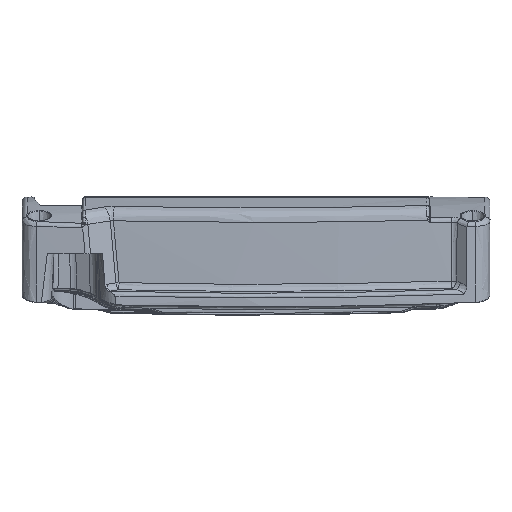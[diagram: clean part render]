
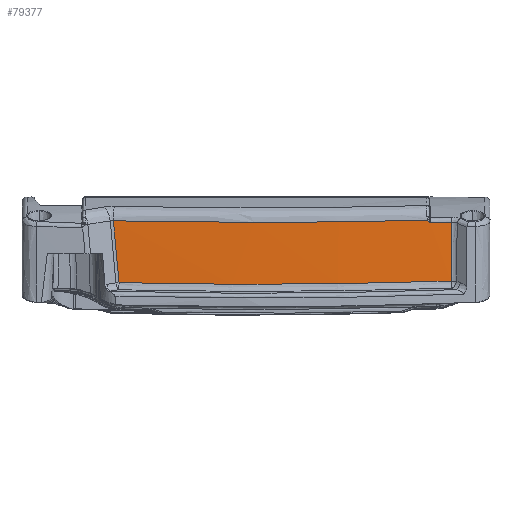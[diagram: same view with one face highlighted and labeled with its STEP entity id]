
A CAD part, top view. The second image highlights one B-rep face of the part: STEP entity #79377.
In plain terms, the highlighted conical face has half-angle 1 degrees and reference radius 1001.87 mm.
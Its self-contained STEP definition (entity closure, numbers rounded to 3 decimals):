
#5787=CARTESIAN_POINT('',(-53.637,67.847,40.231));
#5788=CARTESIAN_POINT('',(-49.206,67.754,40.47));
#5789=CARTESIAN_POINT('',(-40.595,67.594,40.875));
#5790=CARTESIAN_POINT('',(-28.73,67.429,41.286));
#5791=CARTESIAN_POINT('',(-17.05,67.321,41.554));
#5792=CARTESIAN_POINT('',(-5.635,67.268,41.684));
#5793=CARTESIAN_POINT('',(5.693,67.268,41.683));
#5794=CARTESIAN_POINT('',(17.04,67.321,41.554));
#5795=CARTESIAN_POINT('',(28.506,67.427,41.292));
#5796=CARTESIAN_POINT('',(40.184,67.588,40.889));
#5797=CARTESIAN_POINT('',(52.175,67.808,40.334));
#5798=CARTESIAN_POINT('',(60.43,67.994,39.85));
#5799=CARTESIAN_POINT('',(64.618,68.098,39.577));
#5804=CARTESIAN_POINT('',(64.618,68.098,39.577));
#5805=CARTESIAN_POINT('',(64.685,67.991,39.575));
#5806=CARTESIAN_POINT('',(64.827,67.798,39.569));
#5807=CARTESIAN_POINT('',(65.052,67.551,39.559));
#5808=CARTESIAN_POINT('',(65.259,67.352,39.549));
#5809=CARTESIAN_POINT('',(65.393,67.232,39.542));
#5810=CARTESIAN_POINT('',(65.458,67.175,39.539));
#5815=CARTESIAN_POINT('',(65.458,67.175,39.539));
#5816=CARTESIAN_POINT('',(66.757,67.212,39.453));
#5817=CARTESIAN_POINT('',(69.393,67.289,39.274));
#5818=CARTESIAN_POINT('',(72.103,67.372,39.079));
#5819=CARTESIAN_POINT('',(73.476,67.415,38.977));
#5824=CARTESIAN_POINT('',(73.348,45.203,39.375));
#5825=CARTESIAN_POINT('',(73.361,47.486,39.334));
#5826=CARTESIAN_POINT('',(73.388,52.175,39.25));
#5827=CARTESIAN_POINT('',(73.43,59.472,39.119));
#5828=CARTESIAN_POINT('',(73.461,64.716,39.025));
#5829=CARTESIAN_POINT('',(73.476,67.415,38.977));
#5834=CARTESIAN_POINT('',(-51.506,44.597,40.749));
#5835=CARTESIAN_POINT('',(-47.384,44.501,40.963));
#5836=CARTESIAN_POINT('',(-39.295,44.334,41.331));
#5837=CARTESIAN_POINT('',(-27.683,44.155,41.721));
#5838=CARTESIAN_POINT('',(-16.429,44.04,41.969));
#5839=CARTESIAN_POINT('',(-5.439,43.984,42.089));
#5840=CARTESIAN_POINT('',(5.398,43.984,42.089));
#5841=CARTESIAN_POINT('',(16.19,44.038,41.972));
#5842=CARTESIAN_POINT('',(27.046,44.148,41.736));
#5843=CARTESIAN_POINT('',(38.072,44.313,41.376));
#5844=CARTESIAN_POINT('',(49.378,44.539,40.879));
#5845=CARTESIAN_POINT('',(61.06,44.829,40.231));
#5846=CARTESIAN_POINT('',(69.2,45.07,39.682));
#5847=CARTESIAN_POINT('',(73.348,45.203,39.375));
#5852=CARTESIAN_POINT('',(-51.506,44.597,40.749));
#5853=CARTESIAN_POINT('',(-51.727,47.002,40.696));
#5854=CARTESIAN_POINT('',(-52.18,51.929,40.586));
#5855=CARTESIAN_POINT('',(-52.88,59.571,40.416));
#5856=CARTESIAN_POINT('',(-53.38,65.037,40.294));
#5857=CARTESIAN_POINT('',(-53.637,67.847,40.231));
#5909=CARTESIAN_POINT('',(-53.637,67.847,40.231));
#6004=CARTESIAN_POINT('',(73.476,67.415,38.977));
#66061=CARTESIAN_POINT('',(73.348,45.203,39.375));
#66062=VERTEX_POINT('',#66061);
#66064=VERTEX_POINT('',#5834);
#66098=VERTEX_POINT('',#6004);
#66106=VERTEX_POINT('',#5909);
#66125=VERTEX_POINT('',#5799);
#66128=VERTEX_POINT('',#5815);
#79359=CARTESIAN_POINT('',(0.,56.041,-960.));
#79360=DIRECTION('',(0.,-1.,0.));
#79361=DIRECTION('',(0.,0.,-1.));
#79362=AXIS2_PLACEMENT_3D('',#79359,#79360,#79361);
#79363=CONICAL_SURFACE('',#79362,1001.874,1.);
#79365=ORIENTED_EDGE('',*,*,#79364,.T.);
#79366=ORIENTED_EDGE('',*,*,#79352,.T.);
#79368=ORIENTED_EDGE('',*,*,#79367,.T.);
#79370=ORIENTED_EDGE('',*,*,#79369,.F.);
#79372=ORIENTED_EDGE('',*,*,#79371,.F.);
#79374=ORIENTED_EDGE('',*,*,#79373,.T.);
#79375=EDGE_LOOP('',(#79365,#79366,#79368,#79370,#79372,#79374));
#79376=FACE_OUTER_BOUND('',#79375,.F.);
#79377=ADVANCED_FACE('',(#79376),#79363,.T.);
#5800=B_SPLINE_CURVE_WITH_KNOTS('',3,(#5787,#5788,#5789,#5790,#5791,#5792,#5793,
#5794,#5795,#5796,#5797,#5798,#5799),.UNSPECIFIED.,.F.,.F.,(4,1,1,1,1,1,1,1,1,1,
4),(0.,0.1,0.2,0.3,0.4,0.5,0.6,0.7,0.8,0.9,1.),
.UNSPECIFIED.);
#5811=B_SPLINE_CURVE_WITH_KNOTS('',3,(#5804,#5805,#5806,#5807,#5808,#5809,
#5810),.UNSPECIFIED.,.F.,.F.,(4,1,1,1,4),(0.,0.25,0.5,0.75,1.),
.UNSPECIFIED.);
#5820=B_SPLINE_CURVE_WITH_KNOTS('',3,(#5815,#5816,#5817,#5818,#5819),
.UNSPECIFIED.,.F.,.F.,(4,1,4),(0.,0.5,1.),.UNSPECIFIED.);
#5830=B_SPLINE_CURVE_WITH_KNOTS('',3,(#5824,#5825,#5826,#5827,#5828,#5829),
.UNSPECIFIED.,.F.,.F.,(4,1,1,4),(0.,0.333,0.667,1.),
.UNSPECIFIED.);
#5848=B_SPLINE_CURVE_WITH_KNOTS('',3,(#5834,#5835,#5836,#5837,#5838,#5839,#5840,
#5841,#5842,#5843,#5844,#5845,#5846,#5847),.UNSPECIFIED.,.F.,.F.,(4,1,1,1,1,1,1,
1,1,1,1,4),(0.,0.091,0.182,0.273,
0.364,0.455,0.545,0.636,
0.727,0.818,0.909,1.),.UNSPECIFIED.);
#5858=B_SPLINE_CURVE_WITH_KNOTS('',3,(#5852,#5853,#5854,#5855,#5856,#5857),
.UNSPECIFIED.,.F.,.F.,(4,1,1,4),(0.,0.333,0.667,1.),
.UNSPECIFIED.);
#79352=EDGE_CURVE('',#66125,#66128,#5811,.T.);
#79364=EDGE_CURVE('',#66106,#66125,#5800,.T.);
#79367=EDGE_CURVE('',#66128,#66098,#5820,.T.);
#79369=EDGE_CURVE('',#66062,#66098,#5830,.T.);
#79371=EDGE_CURVE('',#66064,#66062,#5848,.T.);
#79373=EDGE_CURVE('',#66064,#66106,#5858,.T.);
